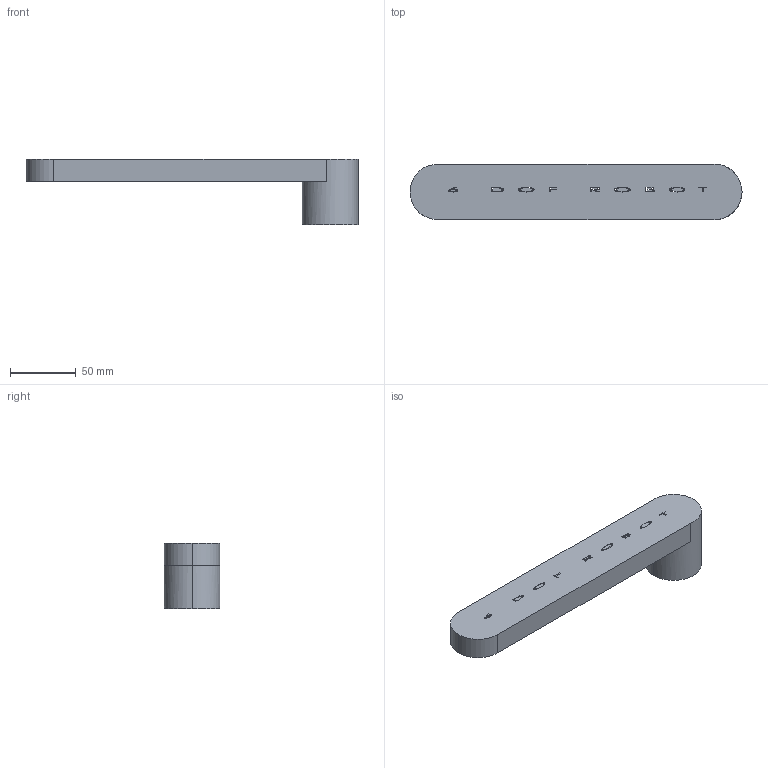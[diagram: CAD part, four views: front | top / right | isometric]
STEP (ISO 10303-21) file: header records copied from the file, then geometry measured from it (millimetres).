
FILE_DESCRIPTION (( 'STEP AP214' ), '1' );
FILE_NAME ('Part3.STEP', '2020-10-17T13:14:30', ( '' ), ( '' ), 'SwSTEP 2.0', 'SolidWorks 2018', '' );
FILE_SCHEMA (( 'AUTOMOTIVE_DESIGN' ));
Length unit declared in the file: millimetre
Products named in the file (1): Part3
Bounding box: 252.21 x 42.41 x 50 mm (x, y, z)
Volume: 218780.6 mm3; surface area: 40155.6 mm2
Topology: 9 solids, 9 shells, 127 faces, 324 edges, 216 vertices
Faces by surface type: plane 69, bspline 54, cylinder 4
Entity records: 9403 total; most frequent: CARTESIAN_POINT 6543, ORIENTED_EDGE 648, DIRECTION 374, EDGE_CURVE 324, VERTEX_POINT 216, VECTOR 206, LINE 206, EDGE_LOOP 144
